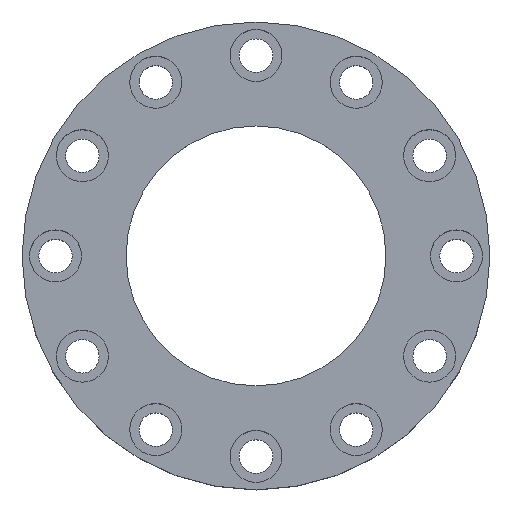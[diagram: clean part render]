
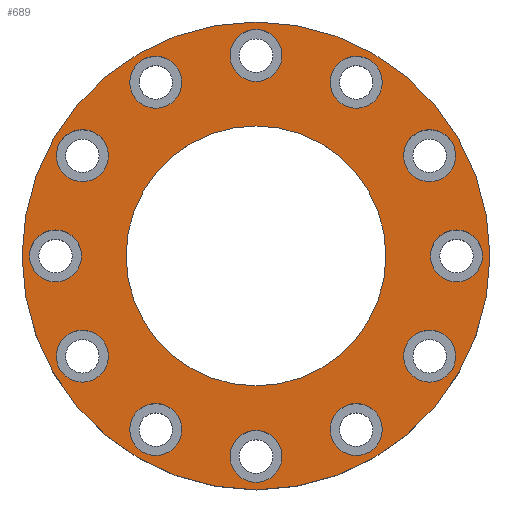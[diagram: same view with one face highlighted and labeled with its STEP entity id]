
A CAD part, top view. The second image highlights one B-rep face of the part: STEP entity #689.
In plain terms, the highlighted planar face has unit normal (0, 0, 1).
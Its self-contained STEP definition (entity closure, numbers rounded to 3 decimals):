
#125=FACE_BOUND('',#252,.T.);
#126=FACE_BOUND('',#253,.T.);
#127=FACE_BOUND('',#254,.T.);
#128=FACE_BOUND('',#255,.T.);
#129=FACE_BOUND('',#256,.T.);
#130=FACE_BOUND('',#257,.T.);
#131=FACE_BOUND('',#258,.T.);
#132=FACE_BOUND('',#259,.T.);
#133=FACE_BOUND('',#260,.T.);
#134=FACE_BOUND('',#261,.T.);
#135=FACE_BOUND('',#262,.T.);
#136=FACE_BOUND('',#263,.T.);
#137=FACE_BOUND('',#264,.T.);
#181=FACE_OUTER_BOUND('',#251,.T.);
#251=EDGE_LOOP('',(#615));
#252=EDGE_LOOP('',(#616));
#253=EDGE_LOOP('',(#617));
#254=EDGE_LOOP('',(#618));
#255=EDGE_LOOP('',(#619));
#256=EDGE_LOOP('',(#620));
#257=EDGE_LOOP('',(#621));
#258=EDGE_LOOP('',(#622));
#259=EDGE_LOOP('',(#623));
#260=EDGE_LOOP('',(#624));
#261=EDGE_LOOP('',(#625));
#262=EDGE_LOOP('',(#626));
#263=EDGE_LOOP('',(#627));
#264=EDGE_LOOP('',(#628));
#309=CIRCLE('',#776,3.5);
#310=CIRCLE('',#778,17.5);
#311=CIRCLE('',#780,3.5);
#312=CIRCLE('',#782,3.5);
#313=CIRCLE('',#784,3.5);
#314=CIRCLE('',#786,3.5);
#315=CIRCLE('',#788,3.5);
#316=CIRCLE('',#790,3.5);
#317=CIRCLE('',#792,3.5);
#318=CIRCLE('',#794,3.5);
#319=CIRCLE('',#796,3.5);
#320=CIRCLE('',#798,3.5);
#321=CIRCLE('',#800,3.5);
#322=CIRCLE('',#802,31.5);
#365=VERTEX_POINT('',#1163);
#366=VERTEX_POINT('',#1167);
#367=VERTEX_POINT('',#1171);
#368=VERTEX_POINT('',#1175);
#369=VERTEX_POINT('',#1179);
#370=VERTEX_POINT('',#1183);
#371=VERTEX_POINT('',#1187);
#372=VERTEX_POINT('',#1191);
#373=VERTEX_POINT('',#1195);
#374=VERTEX_POINT('',#1199);
#375=VERTEX_POINT('',#1203);
#376=VERTEX_POINT('',#1207);
#377=VERTEX_POINT('',#1211);
#378=VERTEX_POINT('',#1215);
#435=EDGE_CURVE('',#365,#365,#309,.T.);
#437=EDGE_CURVE('',#366,#366,#310,.T.);
#439=EDGE_CURVE('',#367,#367,#311,.T.);
#441=EDGE_CURVE('',#368,#368,#312,.T.);
#443=EDGE_CURVE('',#369,#369,#313,.T.);
#445=EDGE_CURVE('',#370,#370,#314,.T.);
#447=EDGE_CURVE('',#371,#371,#315,.T.);
#449=EDGE_CURVE('',#372,#372,#316,.T.);
#451=EDGE_CURVE('',#373,#373,#317,.T.);
#453=EDGE_CURVE('',#374,#374,#318,.T.);
#455=EDGE_CURVE('',#375,#375,#319,.T.);
#457=EDGE_CURVE('',#376,#376,#320,.T.);
#459=EDGE_CURVE('',#377,#377,#321,.T.);
#461=EDGE_CURVE('',#378,#378,#322,.T.);
#615=ORIENTED_EDGE('',*,*,#461,.T.);
#616=ORIENTED_EDGE('',*,*,#459,.T.);
#617=ORIENTED_EDGE('',*,*,#457,.T.);
#618=ORIENTED_EDGE('',*,*,#455,.T.);
#619=ORIENTED_EDGE('',*,*,#453,.T.);
#620=ORIENTED_EDGE('',*,*,#451,.T.);
#621=ORIENTED_EDGE('',*,*,#449,.T.);
#622=ORIENTED_EDGE('',*,*,#447,.T.);
#623=ORIENTED_EDGE('',*,*,#445,.T.);
#624=ORIENTED_EDGE('',*,*,#443,.T.);
#625=ORIENTED_EDGE('',*,*,#441,.T.);
#626=ORIENTED_EDGE('',*,*,#439,.T.);
#627=ORIENTED_EDGE('',*,*,#437,.T.);
#628=ORIENTED_EDGE('',*,*,#435,.T.);
#645=PLANE('',#803);
#689=ADVANCED_FACE('',(#181,#125,#126,#127,#128,#129,#130,#131,#132,#133,
#134,#135,#136,#137),#645,.T.);
#776=AXIS2_PLACEMENT_3D('',#1164,#963,#964);
#778=AXIS2_PLACEMENT_3D('',#1168,#968,#969);
#780=AXIS2_PLACEMENT_3D('',#1172,#973,#974);
#782=AXIS2_PLACEMENT_3D('',#1176,#978,#979);
#784=AXIS2_PLACEMENT_3D('',#1180,#983,#984);
#786=AXIS2_PLACEMENT_3D('',#1184,#988,#989);
#788=AXIS2_PLACEMENT_3D('',#1188,#993,#994);
#790=AXIS2_PLACEMENT_3D('',#1192,#998,#999);
#792=AXIS2_PLACEMENT_3D('',#1196,#1003,#1004);
#794=AXIS2_PLACEMENT_3D('',#1200,#1008,#1009);
#796=AXIS2_PLACEMENT_3D('',#1204,#1013,#1014);
#798=AXIS2_PLACEMENT_3D('',#1208,#1018,#1019);
#800=AXIS2_PLACEMENT_3D('',#1212,#1023,#1024);
#802=AXIS2_PLACEMENT_3D('',#1216,#1028,#1029);
#803=AXIS2_PLACEMENT_3D('',#1218,#1031,#1032);
#963=DIRECTION('center_axis',(0.,0.,-1.));
#964=DIRECTION('ref_axis',(-0.866,0.5,0.));
#968=DIRECTION('center_axis',(0.,0.,-1.));
#969=DIRECTION('ref_axis',(1.,0.,0.));
#973=DIRECTION('center_axis',(0.,0.,-1.));
#974=DIRECTION('ref_axis',(0.,-1.,0.));
#978=DIRECTION('center_axis',(0.,0.,-1.));
#979=DIRECTION('ref_axis',(0.5,-0.866,0.));
#983=DIRECTION('center_axis',(0.,0.,-1.));
#984=DIRECTION('ref_axis',(0.866,-0.5,0.));
#988=DIRECTION('center_axis',(0.,0.,-1.));
#989=DIRECTION('ref_axis',(-1.,0.,0.));
#993=DIRECTION('center_axis',(0.,0.,-1.));
#994=DIRECTION('ref_axis',(0.5,0.866,0.));
#998=DIRECTION('center_axis',(0.,0.,-1.));
#999=DIRECTION('ref_axis',(-0.5,0.866,0.));
#1003=DIRECTION('center_axis',(0.,0.,-1.));
#1004=DIRECTION('ref_axis',(-0.866,-0.5,0.));
#1008=DIRECTION('center_axis',(0.,0.,-1.));
#1009=DIRECTION('ref_axis',(-0.5,-0.866,0.));
#1013=DIRECTION('center_axis',(0.,0.,-1.));
#1014=DIRECTION('ref_axis',(0.,1.,0.));
#1018=DIRECTION('center_axis',(0.,0.,-1.));
#1019=DIRECTION('ref_axis',(0.866,0.5,0.));
#1023=DIRECTION('center_axis',(0.,0.,-1.));
#1024=DIRECTION('ref_axis',(1.,0.,0.));
#1028=DIRECTION('center_axis',(0.,0.,1.));
#1029=DIRECTION('ref_axis',(1.,0.,0.));
#1031=DIRECTION('center_axis',(0.,0.,1.));
#1032=DIRECTION('ref_axis',(1.,0.,0.));
#1163=CARTESIAN_POINT('',(-10.469,-25.133,9.));
#1164=CARTESIAN_POINT('Origin',(-13.5,-23.383,9.));
#1167=CARTESIAN_POINT('',(-17.5,0.,9.));
#1168=CARTESIAN_POINT('Origin',(0.,0.,9.));
#1171=CARTESIAN_POINT('',(27.,3.5,9.));
#1172=CARTESIAN_POINT('Origin',(27.,0.,9.));
#1175=CARTESIAN_POINT('',(21.633,16.531,9.));
#1176=CARTESIAN_POINT('Origin',(23.383,13.5,9.));
#1179=CARTESIAN_POINT('',(10.469,25.133,9.));
#1180=CARTESIAN_POINT('Origin',(13.5,23.383,9.));
#1183=CARTESIAN_POINT('',(3.5,-27.,9.));
#1184=CARTESIAN_POINT('Origin',(0.,-27.,9.));
#1187=CARTESIAN_POINT('',(-25.133,10.469,9.));
#1188=CARTESIAN_POINT('Origin',(-23.383,13.5,9.));
#1191=CARTESIAN_POINT('',(-21.633,-16.531,9.));
#1192=CARTESIAN_POINT('Origin',(-23.383,-13.5,9.));
#1195=CARTESIAN_POINT('',(16.531,-21.633,9.));
#1196=CARTESIAN_POINT('Origin',(13.5,-23.383,9.));
#1199=CARTESIAN_POINT('',(25.133,-10.469,9.));
#1200=CARTESIAN_POINT('Origin',(23.383,-13.5,9.));
#1203=CARTESIAN_POINT('',(-27.,-3.5,9.));
#1204=CARTESIAN_POINT('Origin',(-27.,0.,9.));
#1207=CARTESIAN_POINT('',(-16.531,21.633,9.));
#1208=CARTESIAN_POINT('Origin',(-13.5,23.383,9.));
#1211=CARTESIAN_POINT('',(-3.5,27.,9.));
#1212=CARTESIAN_POINT('Origin',(0.,27.,9.));
#1215=CARTESIAN_POINT('',(-31.5,0.,9.));
#1216=CARTESIAN_POINT('Origin',(0.,0.,9.));
#1218=CARTESIAN_POINT('Origin',(0.,0.,9.));
